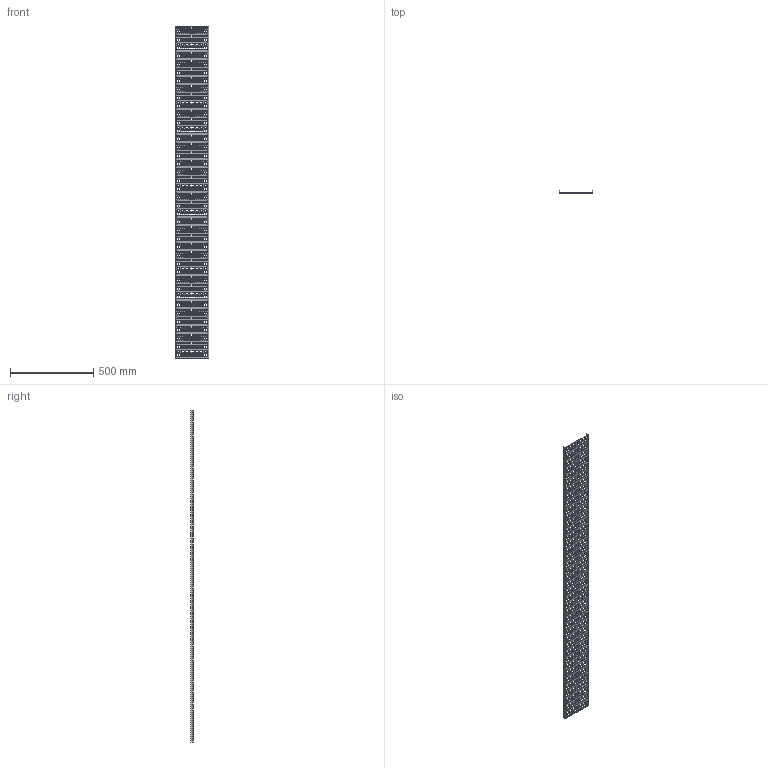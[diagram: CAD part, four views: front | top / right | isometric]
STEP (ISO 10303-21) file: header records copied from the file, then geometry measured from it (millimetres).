
FILE_DESCRIPTION (( 'STEP AP214' ), '1' );
FILE_NAME ('6046002.stp', '2021-08-05T13:12:39', ( '' ), ( '' ), 'SwSTEP 2.0', 'SolidWorks 2020', '' );
FILE_SCHEMA (( 'AUTOMOTIVE_DESIGN' ));
Products named in the file (1): 6046002
Bounding box: 200 x 15 x 2000 mm (x, y, z)
Volume: 332684.8 mm3; surface area: 713011.8 mm2
Topology: 1 solids, 1 shells, 3542 faces, 10604 edges, 7064 vertices
Faces by surface type: plane 1778, cylinder 1764
Entity records: 123782 total; most frequent: DIRECTION 21218, CARTESIAN_POINT 21211, ORIENTED_EDGE 21208, EDGE_CURVE 10604, LINE 7076, VECTOR 7076, AXIS2_PLACEMENT_3D 7071, VERTEX_POINT 7064
